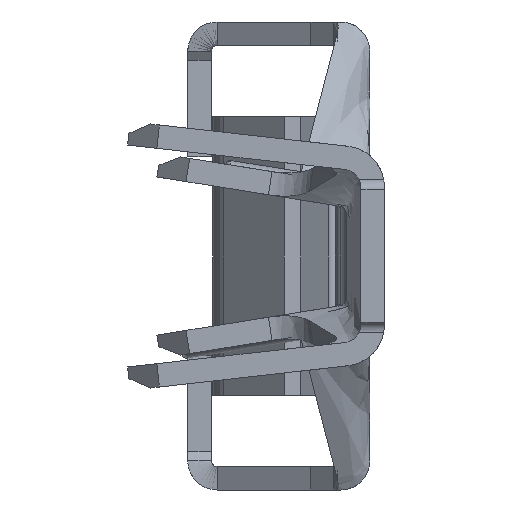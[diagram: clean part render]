
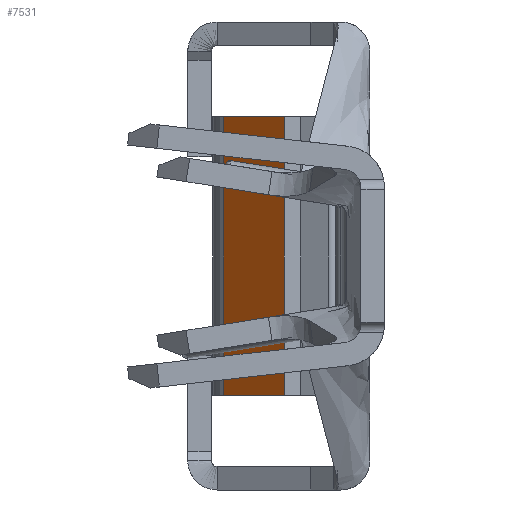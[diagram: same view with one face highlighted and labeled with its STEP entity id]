
A CAD part, left-side view. The second image highlights one B-rep face of the part: STEP entity #7531.
In plain terms, the highlighted planar face has unit normal (-0.707, 0.707, 0).
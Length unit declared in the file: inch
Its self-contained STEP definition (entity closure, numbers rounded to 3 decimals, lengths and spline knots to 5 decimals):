
#42 = CARTESIAN_POINT ( 'NONE',  ( -0.271, 0.05827, 0.095 ) ) ;
#58 = LINE ( 'NONE', #4032, #3045 ) ;
#732 = VERTEX_POINT ( 'NONE', #3281 ) ;
#932 = ORIENTED_EDGE ( 'NONE', *, *, #9445, .F. ) ;
#1271 = DIRECTION ( 'NONE',  ( 0.707, 0.707, 0. ) ) ;
#1319 = DIRECTION ( 'NONE',  ( 0.707, -0.707, 0. ) ) ;
#1400 = PLANE ( 'NONE',  #4086 ) ;
#1543 = VECTOR ( 'NONE', #9219, 39.37008 ) ;
#1637 = CARTESIAN_POINT ( 'NONE',  ( -0.22989, 0.09938, -0.095 ) ) ;
#1641 = VECTOR ( 'NONE', #3072, 39.37008 ) ;
#2445 = CARTESIAN_POINT ( 'NONE',  ( -0.271, 0.05827, 0.095 ) ) ;
#2656 = ORIENTED_EDGE ( 'NONE', *, *, #8776, .T. ) ;
#3045 = VECTOR ( 'NONE', #8699, 39.37008 ) ;
#3072 = DIRECTION ( 'NONE',  ( 0., 0., -1. ) ) ;
#3281 = CARTESIAN_POINT ( 'NONE',  ( -0.22989, 0.09938, 0.095 ) ) ;
#3450 = CARTESIAN_POINT ( 'NONE',  ( -0.22989, 0.09938, 0.095 ) ) ;
#4032 = CARTESIAN_POINT ( 'NONE',  ( -0.22989, 0.09938, 0.095 ) ) ;
#4086 = AXIS2_PLACEMENT_3D ( 'NONE', #3450, #1319, #1271 ) ;
#4694 = VERTEX_POINT ( 'NONE', #5628 ) ;
#4697 = CARTESIAN_POINT ( 'NONE',  ( -0.22989, 0.09938, 0.095 ) ) ;
#5628 = CARTESIAN_POINT ( 'NONE',  ( -0.271, 0.05827, -0.095 ) ) ;
#6249 = VECTOR ( 'NONE', #7488, 39.37008 ) ;
#7488 = DIRECTION ( 'NONE',  ( 0., 0., -1. ) ) ;
#7531 = ADVANCED_FACE ( 'NONE', ( #9151 ), #1400, .F. ) ;
#7729 = VERTEX_POINT ( 'NONE', #10050 ) ;
#8263 = ORIENTED_EDGE ( 'NONE', *, *, #10410, .F. ) ;
#8699 = DIRECTION ( 'NONE',  ( -0.707, -0.707, 0. ) ) ;
#8775 = LINE ( 'NONE', #4697, #6249 ) ;
#8776 = EDGE_CURVE ( 'NONE', #7729, #4694, #11392, .T. ) ;
#9151 = FACE_OUTER_BOUND ( 'NONE', #11024, .T. ) ;
#9219 = DIRECTION ( 'NONE',  ( -0.707, -0.707, 0. ) ) ;
#9445 = EDGE_CURVE ( 'NONE', #732, #11835, #58, .T. ) ;
#10050 = CARTESIAN_POINT ( 'NONE',  ( -0.22989, 0.09938, -0.095 ) ) ;
#10268 = EDGE_CURVE ( 'NONE', #732, #7729, #8775, .T. ) ;
#10410 = EDGE_CURVE ( 'NONE', #11835, #4694, #11469, .T. ) ;
#11024 = EDGE_LOOP ( 'NONE', ( #2656, #8263, #932, #11417 ) ) ;
#11392 = LINE ( 'NONE', #1637, #1543 ) ;
#11417 = ORIENTED_EDGE ( 'NONE', *, *, #10268, .T. ) ;
#11469 = LINE ( 'NONE', #42, #1641 ) ;
#11835 = VERTEX_POINT ( 'NONE', #2445 ) ;
